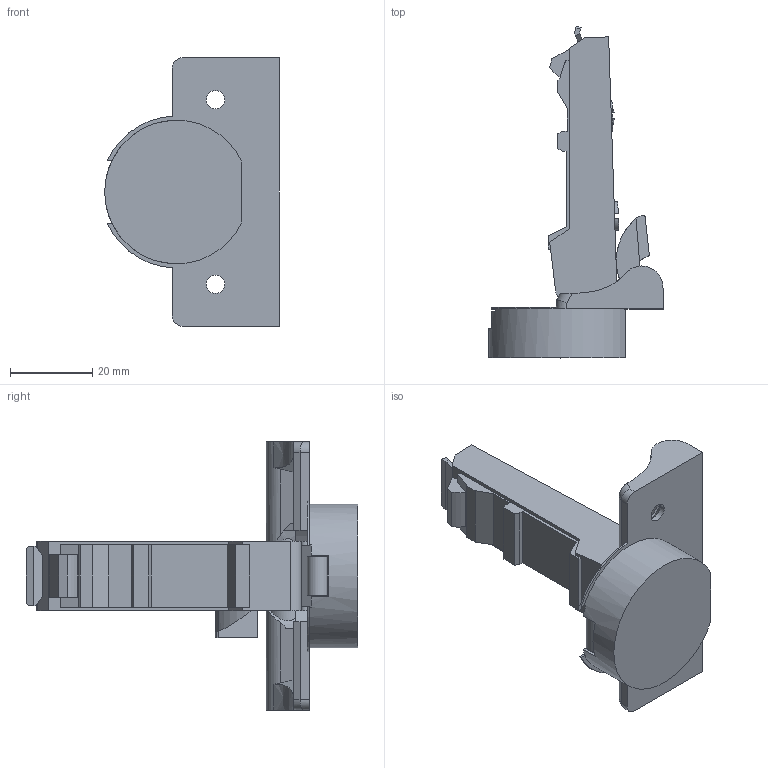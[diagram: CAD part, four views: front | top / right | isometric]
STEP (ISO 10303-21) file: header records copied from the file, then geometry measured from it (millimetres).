
FILE_DESCRIPTION((''),'2;1');
FILE_NAME('708-0XT0-MVL','2022-11-10T10:21:57',('marino.prodan'),('Audax d.o.o.'),'CREO PARAMETRIC BY PTC INC, 2021304','CREO PARAMETRIC BY PTC INC, 2021304','');
FILE_SCHEMA(('AUTOMOTIVE_DESIGN { 1 0 10303 214 1 1 1 1 }'));
Length unit declared in the file: millimetre
Products named in the file (1): 708-0XT0-MVL
Bounding box: 42.55 x 80.89 x 65.4 mm (x, y, z)
Volume: 30244.1 mm3; surface area: 15287.1 mm2
Topology: 1 solids, 1 shells, 239 faces, 691 edges, 464 vertices
Faces by surface type: plane 162, cylinder 62, cone 6, extrusion 4, sphere 4, bspline 1
Entity records: 10571 total; most frequent: CARTESIAN_POINT 1724, ORIENTED_EDGE 1382, DIRECTION 1278, PRESENTATION_STYLE_ASSIGNMENT 692, STYLED_ITEM 692, CURVE_STYLE 691, EDGE_CURVE 691, VECTOR 488
